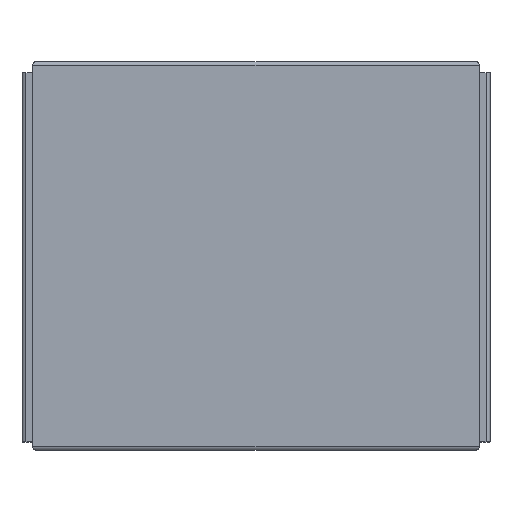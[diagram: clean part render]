
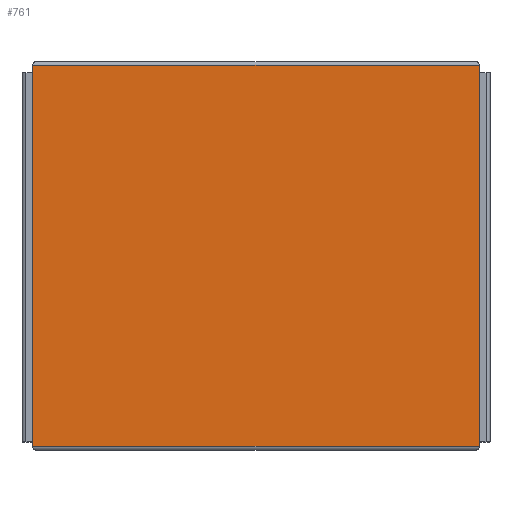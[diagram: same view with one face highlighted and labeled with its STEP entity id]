
A CAD part, top view. The second image highlights one B-rep face of the part: STEP entity #761.
In plain terms, the highlighted planar face has unit normal (0, 0, 1).
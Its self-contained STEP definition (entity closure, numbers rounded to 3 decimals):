
#45 = EDGE_CURVE ( 'NONE', #147, #756, #709, .T. ) ;
#113 = VECTOR ( 'NONE', #362, 1000. ) ;
#126 = PLANE ( 'NONE',  #882 ) ;
#131 = CARTESIAN_POINT ( 'NONE',  ( 0., 0., 1.15 ) ) ;
#139 = CARTESIAN_POINT ( 'NONE',  ( 0., 0.98, 1.15 ) ) ;
#142 = EDGE_CURVE ( 'NONE', #463, #147, #451, .T. ) ;
#147 = VERTEX_POINT ( 'NONE', #607 ) ;
#289 = DIRECTION ( 'NONE',  ( 0., -1., 0. ) ) ;
#300 = CARTESIAN_POINT ( 'NONE',  ( -1.15, 0.98, 1.15 ) ) ;
#301 = ORIENTED_EDGE ( 'NONE', *, *, #142, .T. ) ;
#303 = CARTESIAN_POINT ( 'NONE',  ( 0., -0.98, 1.15 ) ) ;
#325 = ORIENTED_EDGE ( 'NONE', *, *, #845, .T. ) ;
#352 = CARTESIAN_POINT ( 'NONE',  ( 1.15, -1., 1.15 ) ) ;
#362 = DIRECTION ( 'NONE',  ( -1., 0., 0. ) ) ;
#383 = DIRECTION ( 'NONE',  ( 1., 0., 0. ) ) ;
#388 = EDGE_CURVE ( 'NONE', #756, #860, #804, .T. ) ;
#392 = ORIENTED_EDGE ( 'NONE', *, *, #388, .T. ) ;
#418 = FACE_OUTER_BOUND ( 'NONE', #908, .T. ) ;
#451 = LINE ( 'NONE', #303, #865 ) ;
#463 = VERTEX_POINT ( 'NONE', #777 ) ;
#563 = CARTESIAN_POINT ( 'NONE',  ( 1.15, 0.98, 1.15 ) ) ;
#564 = VECTOR ( 'NONE', #721, 1000. ) ;
#607 = CARTESIAN_POINT ( 'NONE',  ( 1.15, -0.98, 1.15 ) ) ;
#655 = VECTOR ( 'NONE', #289, 1000. ) ;
#682 = ORIENTED_EDGE ( 'NONE', *, *, #45, .T. ) ;
#707 = DIRECTION ( 'NONE',  ( -1., 0., 0. ) ) ;
#709 = LINE ( 'NONE', #352, #564 ) ;
#719 = DIRECTION ( 'NONE',  ( 0., 0., -1. ) ) ;
#721 = DIRECTION ( 'NONE',  ( 0., 1., 0. ) ) ;
#739 = LINE ( 'NONE', #806, #655 ) ;
#756 = VERTEX_POINT ( 'NONE', #563 ) ;
#761 = ADVANCED_FACE ( 'NONE', ( #418 ), #126, .F. ) ;
#777 = CARTESIAN_POINT ( 'NONE',  ( -1.15, -0.98, 1.15 ) ) ;
#804 = LINE ( 'NONE', #139, #113 ) ;
#806 = CARTESIAN_POINT ( 'NONE',  ( -1.15, -1., 1.15 ) ) ;
#845 = EDGE_CURVE ( 'NONE', #860, #463, #739, .T. ) ;
#860 = VERTEX_POINT ( 'NONE', #300 ) ;
#865 = VECTOR ( 'NONE', #383, 1000. ) ;
#882 = AXIS2_PLACEMENT_3D ( 'NONE', #131, #719, #707 ) ;
#908 = EDGE_LOOP ( 'NONE', ( #682, #392, #325, #301 ) ) ;
